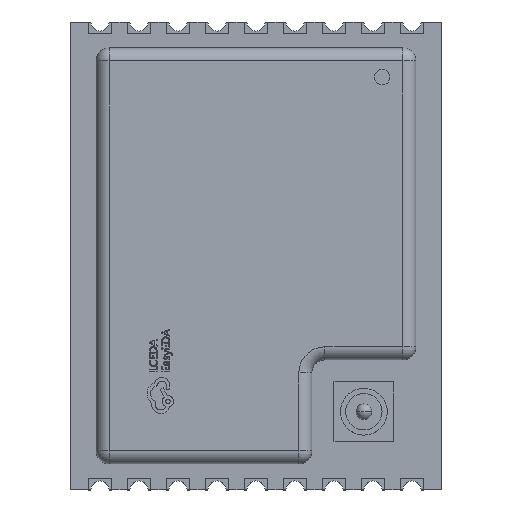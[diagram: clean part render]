
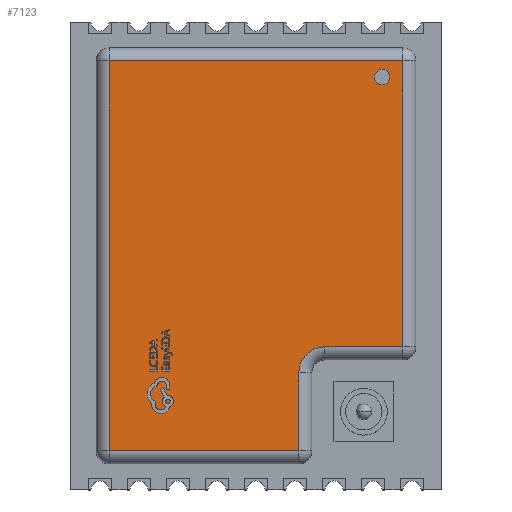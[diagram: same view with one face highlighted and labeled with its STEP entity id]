
A CAD part, top view. The second image highlights one B-rep face of the part: STEP entity #7123.
In plain terms, the highlighted planar face has unit normal (0, 0, 1).
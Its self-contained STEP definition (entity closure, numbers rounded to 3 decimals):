
#296 = ORIENTED_EDGE ( 'NONE', *, *, #9991, .T. ) ;
#576 = VERTEX_POINT ( 'NONE', #9992 ) ;
#873 = VECTOR ( 'NONE', #23055, 1000. ) ;
#934 = CARTESIAN_POINT ( 'NONE',  ( 1.65, -4.5, 3.2 ) ) ;
#1111 = CARTESIAN_POINT ( 'NONE',  ( 2.65, -4.5, 3.2 ) ) ;
#1358 = CARTESIAN_POINT ( 'NONE',  ( 4.851, 6.878, 3.2 ) ) ;
#2021 = ORIENTED_EDGE ( 'NONE', *, *, #13650, .T. ) ;
#2158 = ORIENTED_EDGE ( 'NONE', *, *, #18049, .T. ) ;
#2238 = DIRECTION ( 'NONE',  ( 0., 1., 0. ) ) ;
#4305 = LINE ( 'NONE', #19298, #22506 ) ;
#4642 = VERTEX_POINT ( 'NONE', #19284 ) ;
#4809 = VECTOR ( 'NONE', #2238, 1000. ) ;
#4948 = FACE_BOUND ( 'NONE', #17862, .T. ) ;
#5070 = CARTESIAN_POINT ( 'NONE',  ( 2.65, -3.5, 3.2 ) ) ;
#5361 = PLANE ( 'NONE',  #18972 ) ;
#5649 = DIRECTION ( 'NONE',  ( 1., 0., 0. ) ) ;
#5798 = VERTEX_POINT ( 'NONE', #16693 ) ;
#6114 = EDGE_CURVE ( 'NONE', #26834, #27434, #7658, .T. ) ;
#6564 = LINE ( 'NONE', #17275, #16980 ) ;
#7123 = ADVANCED_FACE ( 'NONE', ( #4948, #13411 ), #5361, .T. ) ;
#7169 = AXIS2_PLACEMENT_3D ( 'NONE', #1111, #17898, #19819 ) ;
#7583 = CARTESIAN_POINT ( 'NONE',  ( 5.151, 6.878, 3.2 ) ) ;
#7658 = CIRCLE ( 'NONE', #26233, 0.3 ) ;
#7742 = ORIENTED_EDGE ( 'NONE', *, *, #16499, .T. ) ;
#7916 = ORIENTED_EDGE ( 'NONE', *, *, #14628, .T. ) ;
#8153 = VERTEX_POINT ( 'NONE', #934 ) ;
#8490 = DIRECTION ( 'NONE',  ( 0., 1., 0. ) ) ;
#9374 = DIRECTION ( 'NONE',  ( 1., 0., 0. ) ) ;
#9483 = EDGE_CURVE ( 'NONE', #27434, #26834, #14124, .T. ) ;
#9991 = EDGE_CURVE ( 'NONE', #4642, #5798, #10940, .T. ) ;
#9992 = CARTESIAN_POINT ( 'NONE',  ( -5.65, 7.5, 3.2 ) ) ;
#10716 = CARTESIAN_POINT ( 'NONE',  ( 1.65, -4., 3.2 ) ) ;
#10940 = LINE ( 'NONE', #13012, #14100 ) ;
#11517 = CARTESIAN_POINT ( 'NONE',  ( 5.65, 7.5, 3.2 ) ) ;
#11759 = DIRECTION ( 'NONE',  ( 0., 0., 1. ) ) ;
#11924 = AXIS2_PLACEMENT_3D ( 'NONE', #19725, #24031, #21680 ) ;
#12058 = DIRECTION ( 'NONE',  ( 0., 0., 1. ) ) ;
#12809 = DIRECTION ( 'NONE',  ( 0., -1., 0. ) ) ;
#13012 = CARTESIAN_POINT ( 'NONE',  ( 2.15, -7.5, 3.2 ) ) ;
#13357 = CARTESIAN_POINT ( 'NONE',  ( -5.65, -8., 3.2 ) ) ;
#13411 = FACE_OUTER_BOUND ( 'NONE', #24999, .T. ) ;
#13650 = EDGE_CURVE ( 'NONE', #27169, #576, #6564, .T. ) ;
#13794 = CIRCLE ( 'NONE', #7169, 1. ) ;
#13918 = LINE ( 'NONE', #10716, #4809 ) ;
#13956 = CARTESIAN_POINT ( 'NONE',  ( 4.551, 6.878, 3.2 ) ) ;
#14100 = VECTOR ( 'NONE', #15741, 1000. ) ;
#14124 = CIRCLE ( 'NONE', #11924, 0.3 ) ;
#14628 = EDGE_CURVE ( 'NONE', #26757, #17734, #24859, .T. ) ;
#15171 = DIRECTION ( 'NONE',  ( -1., 0., 0. ) ) ;
#15741 = DIRECTION ( 'NONE',  ( 1., 0., 0. ) ) ;
#16499 = EDGE_CURVE ( 'NONE', #17734, #27169, #4305, .T. ) ;
#16693 = CARTESIAN_POINT ( 'NONE',  ( 1.65, -7.5, 3.2 ) ) ;
#16980 = VECTOR ( 'NONE', #15171, 1000. ) ;
#17275 = CARTESIAN_POINT ( 'NONE',  ( -6.15, 7.5, 3.2 ) ) ;
#17501 = ORIENTED_EDGE ( 'NONE', *, *, #23074, .F. ) ;
#17734 = VERTEX_POINT ( 'NONE', #25742 ) ;
#17862 = EDGE_LOOP ( 'NONE', ( #19484, #22820 ) ) ;
#17898 = DIRECTION ( 'NONE',  ( 0., 0., 1. ) ) ;
#18049 = EDGE_CURVE ( 'NONE', #5798, #8153, #13918, .T. ) ;
#18639 = VECTOR ( 'NONE', #12809, 1000. ) ;
#18936 = ORIENTED_EDGE ( 'NONE', *, *, #22572, .T. ) ;
#18972 = AXIS2_PLACEMENT_3D ( 'NONE', #24627, #11759, #9374 ) ;
#19284 = CARTESIAN_POINT ( 'NONE',  ( -5.65, -7.5, 3.2 ) ) ;
#19298 = CARTESIAN_POINT ( 'NONE',  ( 5.65, 8., 3.2 ) ) ;
#19484 = ORIENTED_EDGE ( 'NONE', *, *, #9483, .F. ) ;
#19725 = CARTESIAN_POINT ( 'NONE',  ( 4.851, 6.878, 3.2 ) ) ;
#19819 = DIRECTION ( 'NONE',  ( 1., 0., 0. ) ) ;
#21680 = DIRECTION ( 'NONE',  ( 1., 0., 0. ) ) ;
#22506 = VECTOR ( 'NONE', #8490, 1000. ) ;
#22572 = EDGE_CURVE ( 'NONE', #576, #4642, #23895, .T. ) ;
#22820 = ORIENTED_EDGE ( 'NONE', *, *, #6114, .F. ) ;
#23055 = DIRECTION ( 'NONE',  ( 1., 0., 0. ) ) ;
#23074 = EDGE_CURVE ( 'NONE', #26757, #8153, #13794, .T. ) ;
#23895 = LINE ( 'NONE', #13357, #18639 ) ;
#24031 = DIRECTION ( 'NONE',  ( 0., 0., 1. ) ) ;
#24584 = CARTESIAN_POINT ( 'NONE',  ( 6.15, -3.5, 3.2 ) ) ;
#24627 = CARTESIAN_POINT ( 'NONE',  ( 0., 0., 3.2 ) ) ;
#24859 = LINE ( 'NONE', #24584, #873 ) ;
#24999 = EDGE_LOOP ( 'NONE', ( #18936, #296, #2158, #17501, #7916, #7742, #2021 ) ) ;
#25742 = CARTESIAN_POINT ( 'NONE',  ( 5.65, -3.5, 3.2 ) ) ;
#26233 = AXIS2_PLACEMENT_3D ( 'NONE', #1358, #12058, #5649 ) ;
#26757 = VERTEX_POINT ( 'NONE', #5070 ) ;
#26834 = VERTEX_POINT ( 'NONE', #13956 ) ;
#27169 = VERTEX_POINT ( 'NONE', #11517 ) ;
#27434 = VERTEX_POINT ( 'NONE', #7583 ) ;
